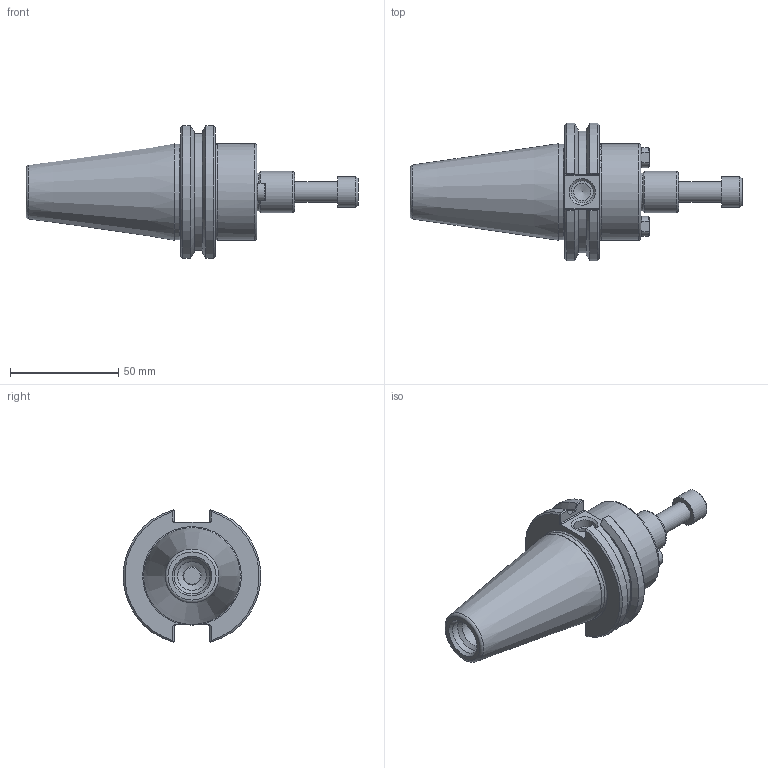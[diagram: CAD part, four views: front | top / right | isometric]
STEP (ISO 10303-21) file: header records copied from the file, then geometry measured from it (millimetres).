
FILE_DESCRIPTION((''),'2;1');
FILE_NAME('C40-75SM2.stp','2014-10-28T14:07:22',('kaykin'),(''),'Autodesk Inventor 2012','Autodesk Inventor 2012','');
FILE_SCHEMA(('AUTOMOTIVE_DESIGN { 1 0 10303 214 1 1 1 1 }'));
Length unit declared in the file: inch
Products named in the file (4): C40-75SM2; C40-75SM2-1; 75KY; 028-192
Assembly tree (4 placements, depth 2):
  C40-75SM2
    C40-75SM2-1
    75KY  x2
    028-192
Bounding box: 153.06 x 63.26 x 61.11 mm (x, y, z)
Volume: 136311.2 mm3; surface area: 28095.2 mm2
Topology: 4 solids, 4 shells, 154 faces, 372 edges, 237 vertices
Faces by surface type: plane 57, cylinder 44, cone 39, bspline 8, torus 6
Full cylindrical faces by diameter (mm): 2.146 x2, 7.541 x2, 7.62 x2, 7.925 x2, 8 x1, 8.077 x2, 8.382 x1, 9.525 x1, 10.135 x1, 10.922 x1, 13.386 x1, 14.122 x1, 16.459 x1, 17.516 x1, 19.04 x1, 43.942 x1, 44.45 x1
Entity records: 4850 total; most frequent: CARTESIAN_POINT 1768, DIRECTION 584, ORIENTED_EDGE 552, EDGE_CURVE 276, AXIS2_PLACEMENT_3D 238, VERTEX_POINT 200, EDGE_LOOP 194, FACE_OUTER_BOUND 136
